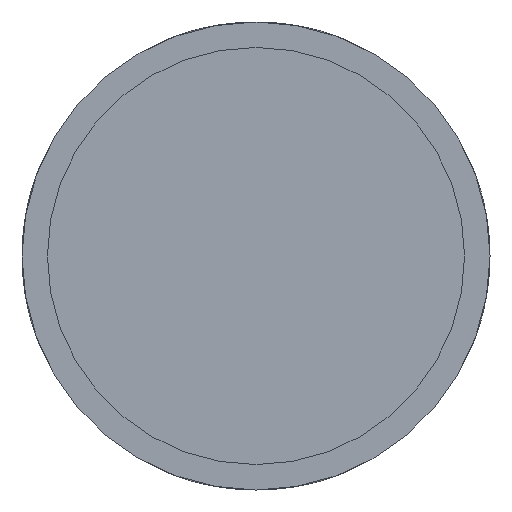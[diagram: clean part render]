
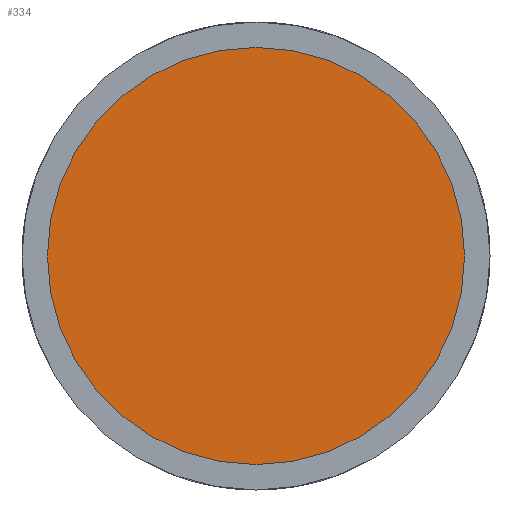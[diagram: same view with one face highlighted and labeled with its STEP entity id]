
A CAD part, front view. The second image highlights one B-rep face of the part: STEP entity #334.
In plain terms, the highlighted planar face has unit normal (0, -1, 0).
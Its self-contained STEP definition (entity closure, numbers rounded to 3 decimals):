
#17=PLANE('',#384);
#84=FACE_OUTER_BOUND('',#99,.T.);
#99=EDGE_LOOP('',(#310));
#122=CIRCLE('',#385,8.2);
#157=VERTEX_POINT('',#805);
#209=EDGE_CURVE('',#157,#157,#122,.T.);
#310=ORIENTED_EDGE('',*,*,#209,.T.);
#334=ADVANCED_FACE('',(#84),#17,.F.);
#384=AXIS2_PLACEMENT_3D('',#804,#464,#465);
#385=AXIS2_PLACEMENT_3D('',#806,#466,#467);
#464=DIRECTION('center_axis',(0.,1.,0.));
#465=DIRECTION('ref_axis',(-1.,0.,0.));
#466=DIRECTION('center_axis',(0.,-1.,0.));
#467=DIRECTION('ref_axis',(1.,0.,0.));
#804=CARTESIAN_POINT('Origin',(0.,2.3,0.));
#805=CARTESIAN_POINT('',(-8.2,2.3,0.));
#806=CARTESIAN_POINT('Origin',(0.,2.3,0.));
